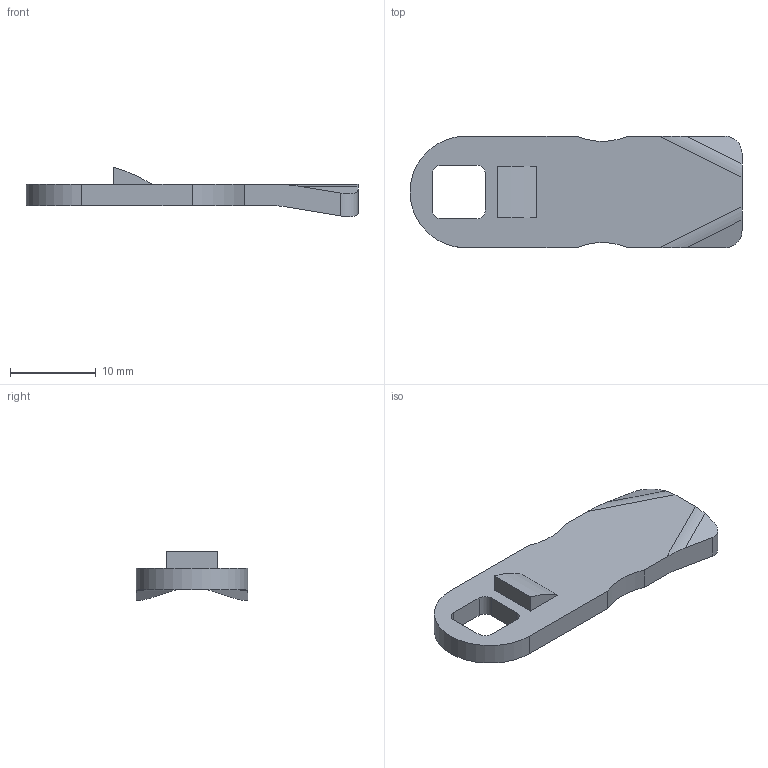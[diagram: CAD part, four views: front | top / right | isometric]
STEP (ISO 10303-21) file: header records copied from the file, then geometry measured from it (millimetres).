
FILE_DESCRIPTION(('STEP AP214'),'1');
FILE_NAME('20403084.step','2017-07-19T05:41:58',(' '),(' '),'Spatial InterOp 3D',' ',' ');
FILE_SCHEMA(('automotive_design'));
Length unit declared in the file: millimetre
Products named in the file (2): _220; 1
Bounding box: 38.7 x 13 x 5.75 mm (x, y, z)
Volume: 1100.1 mm3; surface area: 1245.1 mm2
Topology: 1 solids, 1 shells, 36 faces, 97 edges, 66 vertices
Faces by surface type: plane 21, cylinder 15
Entity records: 1468 total; most frequent: DIRECTION 203, CARTESIAN_POINT 199, ORIENTED_EDGE 192, EDGE_CURVE 96, AXIS2_PLACEMENT_3D 68, LINE 67, VECTOR 67, VERTEX_POINT 64
